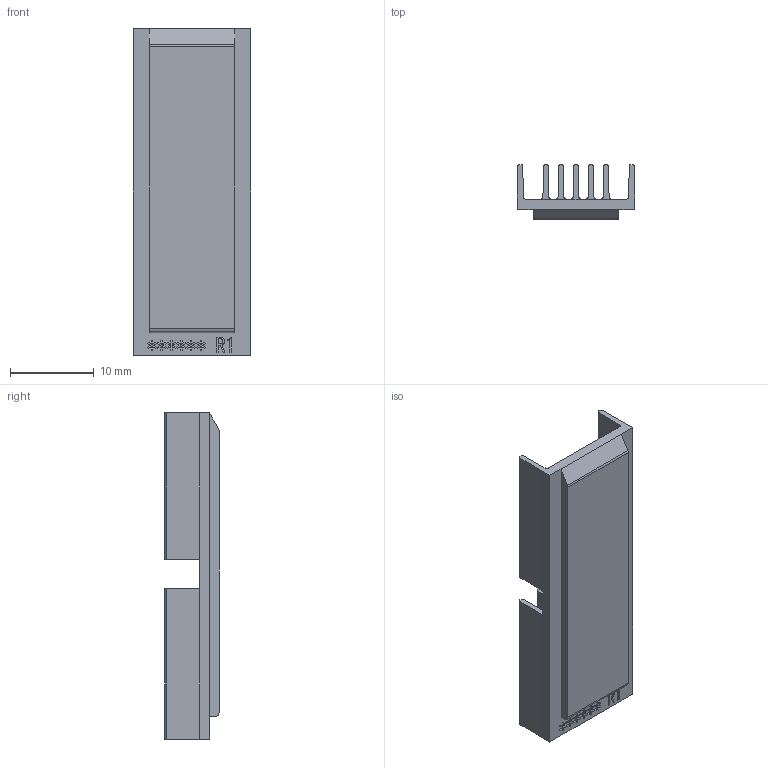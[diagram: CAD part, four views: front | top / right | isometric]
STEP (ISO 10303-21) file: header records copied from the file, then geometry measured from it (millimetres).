
FILE_DESCRIPTION (( 'STEP AP214' ), '1' );
FILE_NAME ('CN109F-044-0001-210126.STEP', '2021-01-26T10:05:13', ( '' ), ( '' ), 'SwSTEP 2.0', 'SolidWorks 2018', '' );
FILE_SCHEMA (( 'AUTOMOTIVE_DESIGN' ));
Length unit declared in the file: millimetre
Products named in the file (1): CN109F-044-0001-210126
Bounding box: 14 x 6.45 x 39 mm (x, y, z)
Volume: 1573.5 mm3; surface area: 2847.8 mm2
Topology: 1 solids, 1 shells, 274 faces, 753 edges, 500 vertices
Faces by surface type: plane 211, cylinder 54, bspline 9
Entity records: 8973 total; most frequent: CARTESIAN_POINT 1913, ORIENTED_EDGE 1506, DIRECTION 1375, EDGE_CURVE 753, LINE 627, VECTOR 627, VERTEX_POINT 500, AXIS2_PLACEMENT_3D 374
